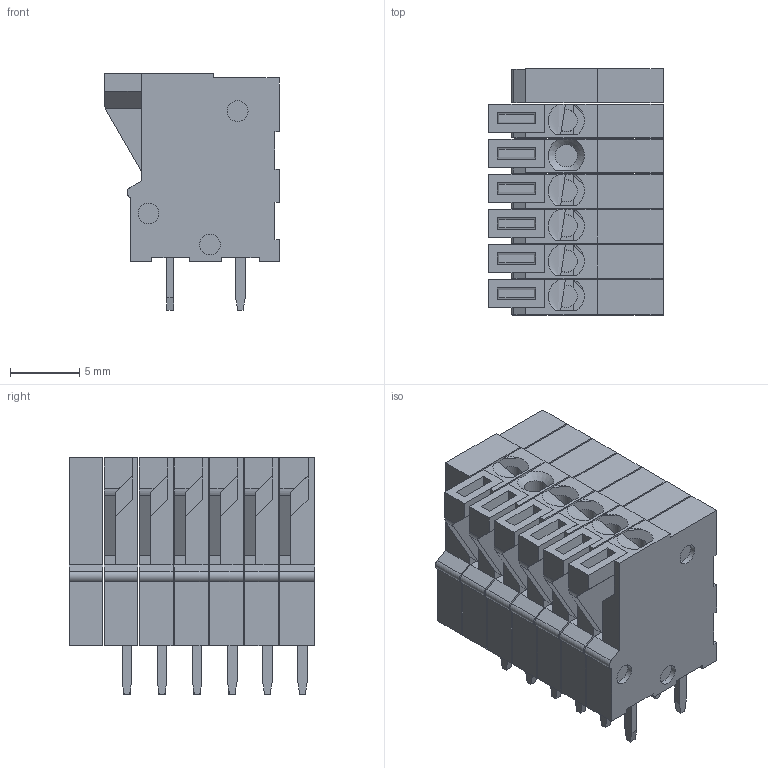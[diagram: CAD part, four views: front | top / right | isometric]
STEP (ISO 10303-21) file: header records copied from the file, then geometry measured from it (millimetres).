
FILE_DESCRIPTION(('FreeCAD Model'),'2;1');
FILE_NAME('KF141V-6P_P2.54mm.step','2020-04-11T20:38:05',( 'kicad StepUp'),('ksu MCAD'),'Open CASCADE STEP processor 7.4', 'FreeCAD','Unknown');
FILE_SCHEMA(('AUTOMOTIVE_DESIGN { 1 0 10303 214 1 1 1 1 }'));
Length unit declared in the file: millimetre
Products named in the file (1): KF141V-6P_P2.54mm
Bounding box: 12.6 x 17.78 x 17.1 mm (x, y, z)
Volume: 2181.6 mm3; surface area: 3650 mm2
Topology: 25 solids, 25 shells, 448 faces, 3510 edges, 10142 vertices
Faces by surface type: plane 417, cylinder 25, cone 6
Full cylindrical faces by diameter (mm): 1.5 x3, 1.6 x6
Entity records: 40205 total; most frequent: CARTESIAN_POINT 14173, DIRECTION 4648, LINE 3198, VECTOR 3198, GEOMETRIC_CURVE_SET 2341, ORIENTED_EDGE 2340, TRIMMED_CURVE 2340, EDGE_CURVE 1170
